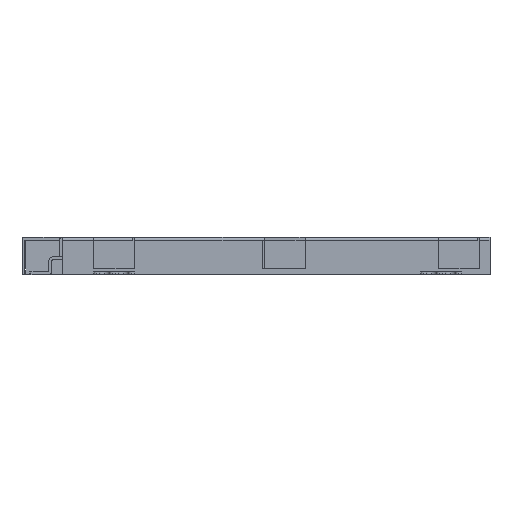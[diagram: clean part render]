
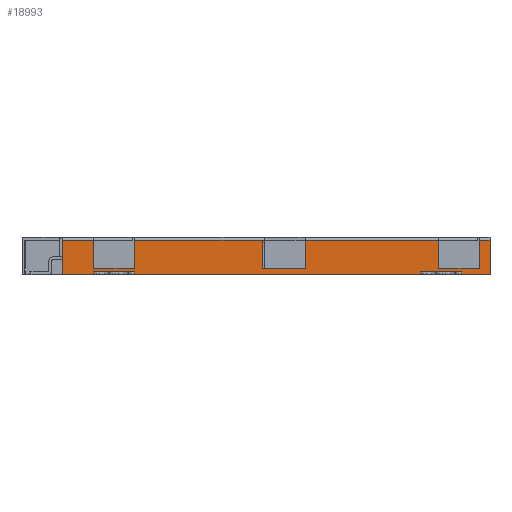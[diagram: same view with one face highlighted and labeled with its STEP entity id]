
A CAD part, left-side view. The second image highlights one B-rep face of the part: STEP entity #18993.
In plain terms, the highlighted planar face has unit normal (-1, 0, 0).
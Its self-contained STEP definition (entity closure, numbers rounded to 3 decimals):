
#274 = DIRECTION ( 'NONE',  ( 0., 0., -1. ) ) ;
#1117 = EDGE_CURVE ( 'NONE', #14247, #42555, #6651, .T. ) ;
#1496 = VERTEX_POINT ( 'NONE', #12192 ) ;
#2888 = CARTESIAN_POINT ( 'NONE',  ( -7.65, 7.12, 0. ) ) ;
#2949 = VECTOR ( 'NONE', #39898, 1000. ) ;
#3167 = VECTOR ( 'NONE', #13773, 1000. ) ;
#3179 = LINE ( 'NONE', #17707, #32483 ) ;
#3209 = VERTEX_POINT ( 'NONE', #16756 ) ;
#3226 = DIRECTION ( 'NONE',  ( 0., 0., 1. ) ) ;
#3845 = LINE ( 'NONE', #12349, #18935 ) ;
#4019 = EDGE_CURVE ( 'NONE', #31928, #42555, #12352, .T. ) ;
#4762 = DIRECTION ( 'NONE',  ( 0., 0., -1. ) ) ;
#5802 = ORIENTED_EDGE ( 'NONE', *, *, #4019, .T. ) ;
#5858 = VECTOR ( 'NONE', #4762, 1000. ) ;
#6651 = LINE ( 'NONE', #28984, #27969 ) ;
#6978 = CARTESIAN_POINT ( 'NONE',  ( -7.65, -0.305, 0.2 ) ) ;
#7575 = CARTESIAN_POINT ( 'NONE',  ( -7.65, -1.805, 1.25 ) ) ;
#7781 = EDGE_CURVE ( 'NONE', #12321, #41266, #3179, .T. ) ;
#8896 = ORIENTED_EDGE ( 'NONE', *, *, #17971, .T. ) ;
#9216 = DIRECTION ( 'NONE',  ( 0., -1., 0. ) ) ;
#9421 = ORIENTED_EDGE ( 'NONE', *, *, #26232, .T. ) ;
#9601 = LINE ( 'NONE', #36473, #45412 ) ;
#9875 = EDGE_CURVE ( 'NONE', #3209, #31988, #12741, .T. ) ;
#10214 = ORIENTED_EDGE ( 'NONE', *, *, #37367, .F. ) ;
#10410 = LINE ( 'NONE', #24981, #28412 ) ;
#10505 = VECTOR ( 'NONE', #24335, 1000. ) ;
#10959 = FACE_OUTER_BOUND ( 'NONE', #40006, .T. ) ;
#11508 = LINE ( 'NONE', #43726, #40519 ) ;
#11830 = CARTESIAN_POINT ( 'NONE',  ( -7.65, -1.805, 0.2 ) ) ;
#12192 = CARTESIAN_POINT ( 'NONE',  ( -7.65, -8.21, 1.25 ) ) ;
#12321 = VERTEX_POINT ( 'NONE', #16279 ) ;
#12349 = CARTESIAN_POINT ( 'NONE',  ( -7.65, 8.6, 0.2 ) ) ;
#12352 = LINE ( 'NONE', #41706, #16615 ) ;
#12370 = EDGE_CURVE ( 'NONE', #40516, #33572, #12912, .T. ) ;
#12741 = LINE ( 'NONE', #34395, #25205 ) ;
#12912 = LINE ( 'NONE', #20109, #41991 ) ;
#13692 = EDGE_CURVE ( 'NONE', #31928, #41266, #3845, .T. ) ;
#13773 = DIRECTION ( 'NONE',  ( 0., -1., 0. ) ) ;
#13813 = CARTESIAN_POINT ( 'NONE',  ( -7.65, -8.6, 0. ) ) ;
#13816 = PLANE ( 'NONE',  #33356 ) ;
#13872 = ORIENTED_EDGE ( 'NONE', *, *, #7781, .T. ) ;
#14247 = VERTEX_POINT ( 'NONE', #44166 ) ;
#14436 = CARTESIAN_POINT ( 'NONE',  ( -7.65, -8.21, 0.2 ) ) ;
#15769 = LINE ( 'NONE', #19357, #16363 ) ;
#16155 = CARTESIAN_POINT ( 'NONE',  ( -7.65, 8.6, 1.25 ) ) ;
#16245 = EDGE_CURVE ( 'NONE', #18852, #44642, #10410, .T. ) ;
#16279 = CARTESIAN_POINT ( 'NONE',  ( -7.65, 4.47, 1.25 ) ) ;
#16363 = VECTOR ( 'NONE', #41528, 1000. ) ;
#16518 = DIRECTION ( 'NONE',  ( 0., -1., 0. ) ) ;
#16615 = VECTOR ( 'NONE', #34243, 1000. ) ;
#16756 = CARTESIAN_POINT ( 'NONE',  ( -7.65, -6.71, 0.2 ) ) ;
#17335 = VERTEX_POINT ( 'NONE', #14436 ) ;
#17707 = CARTESIAN_POINT ( 'NONE',  ( -7.65, 4.47, 0. ) ) ;
#17971 = EDGE_CURVE ( 'NONE', #44642, #26093, #23852, .T. ) ;
#18657 = ORIENTED_EDGE ( 'NONE', *, *, #39478, .F. ) ;
#18737 = EDGE_CURVE ( 'NONE', #20192, #31988, #44169, .T. ) ;
#18852 = VERTEX_POINT ( 'NONE', #2888 ) ;
#18935 = VECTOR ( 'NONE', #24027, 1000. ) ;
#18993 = ADVANCED_FACE ( 'NONE', ( #10959 ), #13816, .F. ) ;
#19357 = CARTESIAN_POINT ( 'NONE',  ( -7.65, -1.805, 0. ) ) ;
#20109 = CARTESIAN_POINT ( 'NONE',  ( -7.65, 8.6, 0.2 ) ) ;
#20192 = VERTEX_POINT ( 'NONE', #7575 ) ;
#20819 = CARTESIAN_POINT ( 'NONE',  ( -7.65, -0.305, 1.25 ) ) ;
#21671 = DIRECTION ( 'NONE',  ( 0., -1., 0. ) ) ;
#23061 = CARTESIAN_POINT ( 'NONE',  ( -7.65, -8.21, 0. ) ) ;
#23760 = ORIENTED_EDGE ( 'NONE', *, *, #13692, .F. ) ;
#23852 = LINE ( 'NONE', #13813, #10505 ) ;
#24027 = DIRECTION ( 'NONE',  ( 0., -1., 0. ) ) ;
#24330 = EDGE_CURVE ( 'NONE', #1496, #26093, #41935, .T. ) ;
#24335 = DIRECTION ( 'NONE',  ( 0., 0., 1. ) ) ;
#24415 = CARTESIAN_POINT ( 'NONE',  ( -7.65, -0.305, 0. ) ) ;
#24508 = VECTOR ( 'NONE', #3226, 1000. ) ;
#24886 = LINE ( 'NONE', #24415, #24508 ) ;
#24981 = CARTESIAN_POINT ( 'NONE',  ( -7.65, 8.6, 0. ) ) ;
#25172 = ORIENTED_EDGE ( 'NONE', *, *, #18737, .F. ) ;
#25205 = VECTOR ( 'NONE', #37751, 1000. ) ;
#25302 = DIRECTION ( 'NONE',  ( 0., -1., 0. ) ) ;
#25857 = VERTEX_POINT ( 'NONE', #20819 ) ;
#26048 = CARTESIAN_POINT ( 'NONE',  ( -7.65, 8.6, 1.25 ) ) ;
#26093 = VERTEX_POINT ( 'NONE', #43489 ) ;
#26232 = EDGE_CURVE ( 'NONE', #20192, #33572, #15769, .T. ) ;
#26411 = LINE ( 'NONE', #23061, #5858 ) ;
#27969 = VECTOR ( 'NONE', #21671, 1000. ) ;
#28412 = VECTOR ( 'NONE', #39522, 1000. ) ;
#28784 = ORIENTED_EDGE ( 'NONE', *, *, #33191, .F. ) ;
#28984 = CARTESIAN_POINT ( 'NONE',  ( -7.65, 8.6, 1.25 ) ) ;
#30856 = ORIENTED_EDGE ( 'NONE', *, *, #1117, .F. ) ;
#31045 = ORIENTED_EDGE ( 'NONE', *, *, #9875, .T. ) ;
#31877 = CARTESIAN_POINT ( 'NONE',  ( -7.65, 8.6, 0.2 ) ) ;
#31928 = VERTEX_POINT ( 'NONE', #43219 ) ;
#31988 = VERTEX_POINT ( 'NONE', #34512 ) ;
#32347 = ORIENTED_EDGE ( 'NONE', *, *, #33113, .T. ) ;
#32483 = VECTOR ( 'NONE', #274, 1000. ) ;
#32699 = ORIENTED_EDGE ( 'NONE', *, *, #24330, .F. ) ;
#33113 = EDGE_CURVE ( 'NONE', #40516, #25857, #24886, .T. ) ;
#33191 = EDGE_CURVE ( 'NONE', #18852, #14247, #11508, .T. ) ;
#33356 = AXIS2_PLACEMENT_3D ( 'NONE', #39837, #39377, #46764 ) ;
#33572 = VERTEX_POINT ( 'NONE', #11830 ) ;
#34243 = DIRECTION ( 'NONE',  ( 0., 0., 1. ) ) ;
#34395 = CARTESIAN_POINT ( 'NONE',  ( -7.65, -6.71, 0. ) ) ;
#34512 = CARTESIAN_POINT ( 'NONE',  ( -7.65, -6.71, 1.25 ) ) ;
#35161 = ORIENTED_EDGE ( 'NONE', *, *, #12370, .F. ) ;
#35451 = LINE ( 'NONE', #31877, #3167 ) ;
#35690 = ORIENTED_EDGE ( 'NONE', *, *, #46904, .T. ) ;
#36473 = CARTESIAN_POINT ( 'NONE',  ( -7.65, 8.6, 1.25 ) ) ;
#37367 = EDGE_CURVE ( 'NONE', #12321, #25857, #9601, .T. ) ;
#37751 = DIRECTION ( 'NONE',  ( 0., 0., 1. ) ) ;
#39377 = DIRECTION ( 'NONE',  ( 1., 0., 0. ) ) ;
#39417 = CARTESIAN_POINT ( 'NONE',  ( -7.65, 4.47, 0.2 ) ) ;
#39478 = EDGE_CURVE ( 'NONE', #3209, #17335, #35451, .T. ) ;
#39522 = DIRECTION ( 'NONE',  ( 0., -1., 0. ) ) ;
#39837 = CARTESIAN_POINT ( 'NONE',  ( -7.65, 8.6, 0. ) ) ;
#39898 = DIRECTION ( 'NONE',  ( 0., -1., 0. ) ) ;
#40006 = EDGE_LOOP ( 'NONE', ( #32699, #35690, #18657, #31045, #25172, #9421, #35161, #32347, #10214, #13872, #23760, #5802, #30856, #28784, #41450, #8896 ) ) ;
#40258 = VECTOR ( 'NONE', #9216, 1000. ) ;
#40382 = DIRECTION ( 'NONE',  ( 0., 0., 1. ) ) ;
#40516 = VERTEX_POINT ( 'NONE', #6978 ) ;
#40519 = VECTOR ( 'NONE', #40382, 1000. ) ;
#41266 = VERTEX_POINT ( 'NONE', #39417 ) ;
#41450 = ORIENTED_EDGE ( 'NONE', *, *, #16245, .T. ) ;
#41528 = DIRECTION ( 'NONE',  ( 0., 0., -1. ) ) ;
#41706 = CARTESIAN_POINT ( 'NONE',  ( -7.65, 5.97, 0. ) ) ;
#41894 = CARTESIAN_POINT ( 'NONE',  ( -7.65, -8.6, 0. ) ) ;
#41935 = LINE ( 'NONE', #16155, #40258 ) ;
#41991 = VECTOR ( 'NONE', #16518, 1000. ) ;
#42555 = VERTEX_POINT ( 'NONE', #46755 ) ;
#43219 = CARTESIAN_POINT ( 'NONE',  ( -7.65, 5.97, 0.2 ) ) ;
#43489 = CARTESIAN_POINT ( 'NONE',  ( -7.65, -8.6, 1.25 ) ) ;
#43726 = CARTESIAN_POINT ( 'NONE',  ( -7.65, 7.12, -15.65 ) ) ;
#44166 = CARTESIAN_POINT ( 'NONE',  ( -7.65, 7.12, 1.25 ) ) ;
#44169 = LINE ( 'NONE', #26048, #2949 ) ;
#44642 = VERTEX_POINT ( 'NONE', #41894 ) ;
#45412 = VECTOR ( 'NONE', #25302, 1000. ) ;
#46755 = CARTESIAN_POINT ( 'NONE',  ( -7.65, 5.97, 1.25 ) ) ;
#46764 = DIRECTION ( 'NONE',  ( 0., 0., -1. ) ) ;
#46904 = EDGE_CURVE ( 'NONE', #1496, #17335, #26411, .T. ) ;
